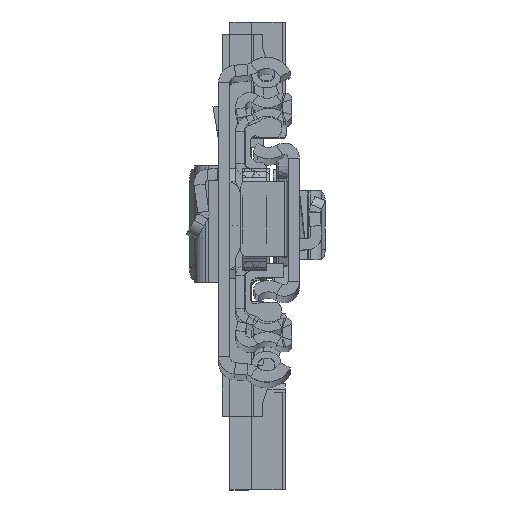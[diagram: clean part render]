
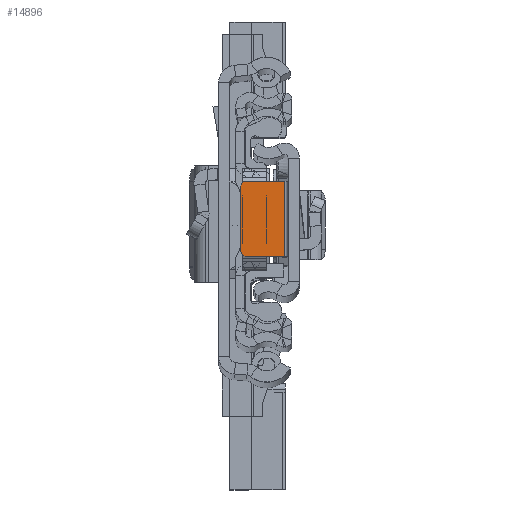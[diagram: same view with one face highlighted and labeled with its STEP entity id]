
A CAD part, top view. The second image highlights one B-rep face of the part: STEP entity #14896.
In plain terms, the highlighted planar face has unit normal (0, 0, 1).
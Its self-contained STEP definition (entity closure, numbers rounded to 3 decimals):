
#250 = CARTESIAN_POINT ( 'NONE',  ( -2.3, -5.849, -6.8 ) ) ;
#1602 = ORIENTED_EDGE ( 'NONE', *, *, #23566, .T. ) ;
#1754 = DIRECTION ( 'NONE',  ( 0., 0., 1. ) ) ;
#3088 = DIRECTION ( 'NONE',  ( 0., 0., 1. ) ) ;
#3212 = EDGE_CURVE ( 'NONE', #16513, #6932, #37228, .T. ) ;
#3425 = DIRECTION ( 'NONE',  ( 0., 0., 1. ) ) ;
#5393 = VERTEX_POINT ( 'NONE', #12915 ) ;
#5860 = CARTESIAN_POINT ( 'NONE',  ( 0., 0., -6.8 ) ) ;
#6416 = CARTESIAN_POINT ( 'NONE',  ( -9.4, -5.849, -6.8 ) ) ;
#6932 = VERTEX_POINT ( 'NONE', #22825 ) ;
#7486 = FACE_OUTER_BOUND ( 'NONE', #19806, .T. ) ;
#8300 = ORIENTED_EDGE ( 'NONE', *, *, #32156, .F. ) ;
#8710 = CARTESIAN_POINT ( 'NONE',  ( -2.3, 6.151, -6.8 ) ) ;
#9501 = DIRECTION ( 'NONE',  ( 0., -1., 0. ) ) ;
#10077 = VERTEX_POINT ( 'NONE', #25746 ) ;
#12458 = LINE ( 'NONE', #8710, #13975 ) ;
#12748 = ORIENTED_EDGE ( 'NONE', *, *, #37508, .F. ) ;
#12915 = CARTESIAN_POINT ( 'NONE',  ( -8.4, 6.151, -6.8 ) ) ;
#13473 = AXIS2_PLACEMENT_3D ( 'NONE', #5860, #1754, #13821 ) ;
#13821 = DIRECTION ( 'NONE',  ( 1., 0., 0. ) ) ;
#13975 = VECTOR ( 'NONE', #9501, 1000. ) ;
#14115 = CARTESIAN_POINT ( 'NONE',  ( -9.4, -4.849, -6.8 ) ) ;
#14896 = ADVANCED_FACE ( 'NONE', ( #7486 ), #38901, .T. ) ;
#15522 = DIRECTION ( 'NONE',  ( 1., 0., 0. ) ) ;
#16513 = VERTEX_POINT ( 'NONE', #14115 ) ;
#17385 = CARTESIAN_POINT ( 'NONE',  ( -2.3, 6.151, -6.8 ) ) ;
#18459 = DIRECTION ( 'NONE',  ( -1., 0., 0. ) ) ;
#19206 = CARTESIAN_POINT ( 'NONE',  ( -9.4, 6.151, -6.8 ) ) ;
#19806 = EDGE_LOOP ( 'NONE', ( #23115, #1602, #12748, #8300, #28524, #20971 ) ) ;
#20971 = ORIENTED_EDGE ( 'NONE', *, *, #29234, .T. ) ;
#21916 = EDGE_CURVE ( 'NONE', #5393, #36944, #26245, .T. ) ;
#21984 = AXIS2_PLACEMENT_3D ( 'NONE', #36496, #3088, #15522 ) ;
#22825 = CARTESIAN_POINT ( 'NONE',  ( -9.4, 5.151, -6.8 ) ) ;
#23115 = ORIENTED_EDGE ( 'NONE', *, *, #3212, .F. ) ;
#23566 = EDGE_CURVE ( 'NONE', #16513, #10077, #34000, .T. ) ;
#24015 = AXIS2_PLACEMENT_3D ( 'NONE', #33847, #3425, #31250 ) ;
#25722 = DIRECTION ( 'NONE',  ( 0., 1., 0. ) ) ;
#25746 = CARTESIAN_POINT ( 'NONE',  ( -8.4, -5.849, -6.8 ) ) ;
#26245 = LINE ( 'NONE', #39123, #35816 ) ;
#26439 = DIRECTION ( 'NONE',  ( 1., 0., 0. ) ) ;
#28524 = ORIENTED_EDGE ( 'NONE', *, *, #21916, .F. ) ;
#29234 = EDGE_CURVE ( 'NONE', #5393, #6932, #30944, .T. ) ;
#30944 = CIRCLE ( 'NONE', #24015, 1. ) ;
#31250 = DIRECTION ( 'NONE',  ( 1., 0., 0. ) ) ;
#31271 = VECTOR ( 'NONE', #18459, 1000. ) ;
#32156 = EDGE_CURVE ( 'NONE', #36944, #32868, #12458, .T. ) ;
#32868 = VERTEX_POINT ( 'NONE', #250 ) ;
#33502 = LINE ( 'NONE', #6416, #31271 ) ;
#33847 = CARTESIAN_POINT ( 'NONE',  ( -8.4, 5.151, -6.8 ) ) ;
#34000 = CIRCLE ( 'NONE', #21984, 1. ) ;
#34064 = VECTOR ( 'NONE', #25722, 1000. ) ;
#35816 = VECTOR ( 'NONE', #26439, 1000. ) ;
#36496 = CARTESIAN_POINT ( 'NONE',  ( -8.4, -4.849, -6.8 ) ) ;
#36944 = VERTEX_POINT ( 'NONE', #17385 ) ;
#37228 = LINE ( 'NONE', #19206, #34064 ) ;
#37508 = EDGE_CURVE ( 'NONE', #32868, #10077, #33502, .T. ) ;
#38901 = PLANE ( 'NONE',  #13473 ) ;
#39123 = CARTESIAN_POINT ( 'NONE',  ( -1.8, 6.151, -6.8 ) ) ;
